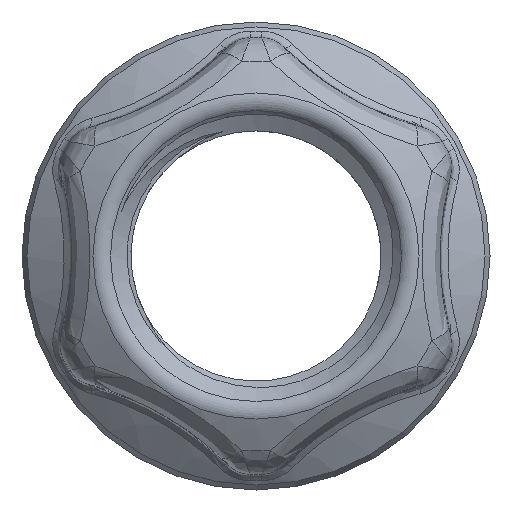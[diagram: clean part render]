
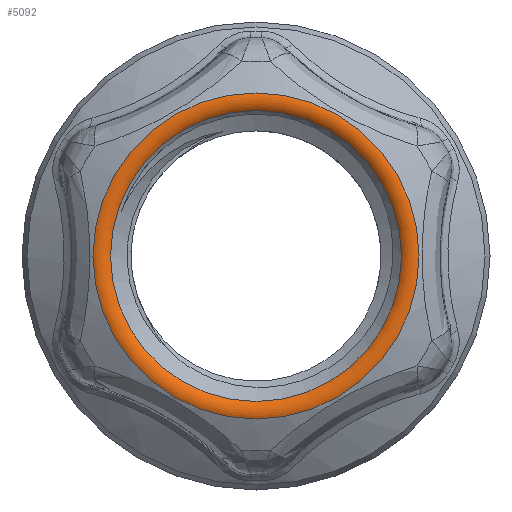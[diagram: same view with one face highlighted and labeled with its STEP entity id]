
A CAD part, left-side view. The second image highlights one B-rep face of the part: STEP entity #5092.
In plain terms, the highlighted toroidal (fillet/blend) face has major radius 10.032 mm and minor radius 1 mm.
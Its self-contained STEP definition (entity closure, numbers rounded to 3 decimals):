
#62=TOROIDAL_SURFACE('',#5216,10.032,1.);
#955=FACE_OUTER_BOUND('',#1253,.T.);
#1253=EDGE_LOOP('',(#4250,#4251,#4252,#4253,#4254));
#1351=CIRCLE('',#5217,10.45);
#1352=CIRCLE('',#5218,1.);
#1353=CIRCLE('',#5219,9.325);
#1354=CIRCLE('',#5220,9.325);
#2324=VERTEX_POINT('',#15173);
#2325=VERTEX_POINT('',#15175);
#2326=VERTEX_POINT('',#15177);
#3040=EDGE_CURVE('',#2324,#2324,#1351,.T.);
#3041=EDGE_CURVE('',#2324,#2325,#1352,.T.);
#3042=EDGE_CURVE('',#2326,#2325,#1353,.T.);
#3043=EDGE_CURVE('',#2325,#2326,#1354,.T.);
#4250=ORIENTED_EDGE('',*,*,#3040,.F.);
#4251=ORIENTED_EDGE('',*,*,#3041,.T.);
#4252=ORIENTED_EDGE('',*,*,#3042,.F.);
#4253=ORIENTED_EDGE('',*,*,#3043,.F.);
#4254=ORIENTED_EDGE('',*,*,#3041,.F.);
#5092=ADVANCED_FACE('',(#955),#62,.T.);
#5216=AXIS2_PLACEMENT_3D('',#15172,#5601,#5602);
#5217=AXIS2_PLACEMENT_3D('',#15174,#5603,#5604);
#5218=AXIS2_PLACEMENT_3D('',#15176,#5605,#5606);
#5219=AXIS2_PLACEMENT_3D('',#15178,#5607,#5608);
#5220=AXIS2_PLACEMENT_3D('',#15179,#5609,#5610);
#5601=DIRECTION('center_axis',(1.,0.,0.));
#5602=DIRECTION('ref_axis',(0.,0.,-1.));
#5603=DIRECTION('center_axis',(1.,0.,0.));
#5604=DIRECTION('ref_axis',(0.,0.,-1.));
#5605=DIRECTION('center_axis',(0.,-1.,0.));
#5606=DIRECTION('ref_axis',(0.,0.,1.));
#5607=DIRECTION('center_axis',(-1.,0.,0.));
#5608=DIRECTION('ref_axis',(0.,0.,1.));
#5609=DIRECTION('center_axis',(-1.,0.,0.));
#5610=DIRECTION('ref_axis',(0.,0.,1.));
#15172=CARTESIAN_POINT('Origin',(-1.09,0.,0.));
#15173=CARTESIAN_POINT('',(-1.999,0.,10.45));
#15174=CARTESIAN_POINT('Origin',(-1.999,0.,0.));
#15175=CARTESIAN_POINT('',(-1.798,0.,9.325));
#15176=CARTESIAN_POINT('Origin',(-1.09,0.,
10.032));
#15177=CARTESIAN_POINT('',(-1.798,0.,-9.325));
#15178=CARTESIAN_POINT('Origin',(-1.798,0.,0.));
#15179=CARTESIAN_POINT('Origin',(-1.798,0.,0.));
